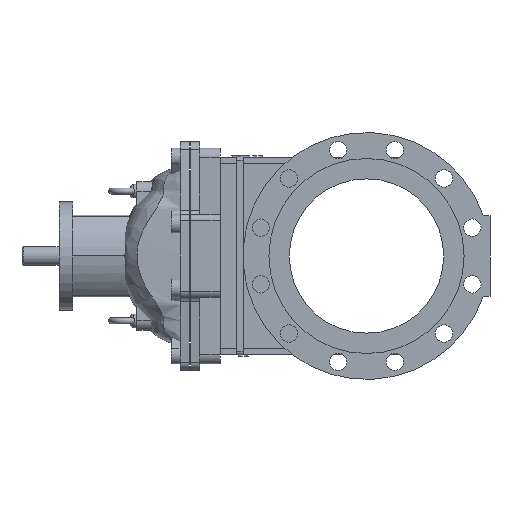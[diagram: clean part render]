
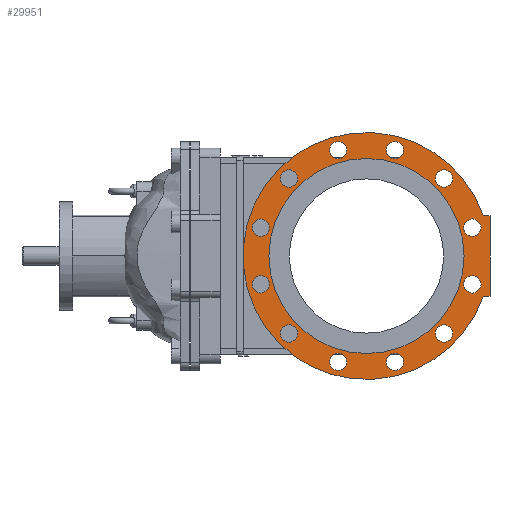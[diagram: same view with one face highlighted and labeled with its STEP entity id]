
A CAD part, left-side view. The second image highlights one B-rep face of the part: STEP entity #29951.
In plain terms, the highlighted planar face has unit normal (-1, 0, 0).
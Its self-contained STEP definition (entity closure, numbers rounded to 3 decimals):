
#29951=ADVANCED_FACE('',(#63929,#63931,#63933,#63935,#63937,#63939,#63941,#63943,
#63945,#63947,#63949,#63951,#63953,#63955),#63957,.F.);
#63929=FACE_BOUND('',#63930,.T.);
#63930=EDGE_LOOP('',(#84595,#84596,#84597,#84598));
#63931=FACE_BOUND('',#63932,.T.);
#63932=EDGE_LOOP('',(#84599));
#63933=FACE_BOUND('',#63934,.T.);
#63934=EDGE_LOOP('',(#84600));
#63935=FACE_BOUND('',#63936,.T.);
#63936=EDGE_LOOP('',(#84601));
#63937=FACE_BOUND('',#63938,.T.);
#63938=EDGE_LOOP('',(#84602));
#63939=FACE_BOUND('',#63940,.T.);
#63940=EDGE_LOOP('',(#84603));
#63941=FACE_BOUND('',#63942,.T.);
#63942=EDGE_LOOP('',(#84604));
#63943=FACE_BOUND('',#63944,.T.);
#63944=EDGE_LOOP('',(#84605));
#63945=FACE_BOUND('',#63946,.T.);
#63946=EDGE_LOOP('',(#84606));
#63947=FACE_BOUND('',#63948,.T.);
#63948=EDGE_LOOP('',(#84607));
#63949=FACE_BOUND('',#63950,.T.);
#63950=EDGE_LOOP('',(#84608));
#63951=FACE_BOUND('',#63952,.T.);
#63952=EDGE_LOOP('',(#84609));
#63953=FACE_BOUND('',#63954,.T.);
#63954=EDGE_LOOP('',(#84610));
#63955=FACE_BOUND('',#63956,.T.);
#63956=EDGE_LOOP('',(#84611));
#63957=PLANE('',#63958);
#63958=AXIS2_PLACEMENT_3D('',#63959,#63960,#63961);
#63959=CARTESIAN_POINT('',(24253.497,1898.631,38.035));
#63960=DIRECTION('',(1.,0.,0.));
#63961=DIRECTION('',(0.,-0.5,-0.866));
#84595=ORIENTED_EDGE('',*,*,#88922,.T.);
#84596=ORIENTED_EDGE('',*,*,#88919,.T.);
#84597=ORIENTED_EDGE('',*,*,#88916,.T.);
#84598=ORIENTED_EDGE('',*,*,#88913,.T.);
#84599=ORIENTED_EDGE('',*,*,#85484,.T.);
#84600=ORIENTED_EDGE('',*,*,#85486,.T.);
#84601=ORIENTED_EDGE('',*,*,#85488,.T.);
#84602=ORIENTED_EDGE('',*,*,#85490,.T.);
#84603=ORIENTED_EDGE('',*,*,#85492,.T.);
#84604=ORIENTED_EDGE('',*,*,#85494,.T.);
#84605=ORIENTED_EDGE('',*,*,#85496,.T.);
#84606=ORIENTED_EDGE('',*,*,#85498,.T.);
#84607=ORIENTED_EDGE('',*,*,#85500,.T.);
#84608=ORIENTED_EDGE('',*,*,#85502,.T.);
#84609=ORIENTED_EDGE('',*,*,#85504,.T.);
#84610=ORIENTED_EDGE('',*,*,#85482,.T.);
#84611=ORIENTED_EDGE('',*,*,#88923,.T.);
#85482=EDGE_CURVE('',#95687,#95687,#95688,.T.);
#85484=EDGE_CURVE('',#95691,#95691,#95692,.T.);
#85486=EDGE_CURVE('',#95695,#95695,#95696,.T.);
#85488=EDGE_CURVE('',#95699,#95699,#95700,.T.);
#85490=EDGE_CURVE('',#95703,#95703,#95704,.T.);
#85492=EDGE_CURVE('',#95707,#95707,#95708,.T.);
#85494=EDGE_CURVE('',#95711,#95711,#95712,.T.);
#85496=EDGE_CURVE('',#95715,#95715,#95716,.T.);
#85498=EDGE_CURVE('',#95719,#95719,#95720,.T.);
#85500=EDGE_CURVE('',#95723,#95723,#95724,.T.);
#85502=EDGE_CURVE('',#95727,#95727,#95728,.T.);
#85504=EDGE_CURVE('',#95731,#95731,#95732,.T.);
#88913=EDGE_CURVE('',#102455,#102453,#102456,.T.);
#88916=EDGE_CURVE('',#102460,#102455,#102461,.T.);
#88919=EDGE_CURVE('',#102465,#102460,#102466,.T.);
#88922=EDGE_CURVE('',#102453,#102465,#102469,.T.);
#88923=EDGE_CURVE('',#102470,#102470,#102471,.T.);
#95687=VERTEX_POINT('',#114358);
#95688=CIRCLE('',#114359,14.);
#95691=VERTEX_POINT('',#114368);
#95692=CIRCLE('',#114369,14.);
#95695=VERTEX_POINT('',#114378);
#95696=CIRCLE('',#114379,14.);
#95699=VERTEX_POINT('',#114388);
#95700=CIRCLE('',#114389,14.);
#95703=VERTEX_POINT('',#114398);
#95704=CIRCLE('',#114399,14.);
#95707=VERTEX_POINT('',#114408);
#95708=CIRCLE('',#114409,14.);
#95711=VERTEX_POINT('',#114418);
#95712=CIRCLE('',#114419,14.);
#95715=VERTEX_POINT('',#114428);
#95716=CIRCLE('',#114429,14.);
#95719=VERTEX_POINT('',#114438);
#95720=CIRCLE('',#114439,14.);
#95723=VERTEX_POINT('',#114448);
#95724=CIRCLE('',#114449,14.);
#95727=VERTEX_POINT('',#114458);
#95728=CIRCLE('',#114459,14.);
#95731=VERTEX_POINT('',#114468);
#95732=CIRCLE('',#114469,14.);
#102453=VERTEX_POINT('',#128083);
#102455=VERTEX_POINT('',#128087);
#102456=LINE('',#128088,#128089);
#102460=VERTEX_POINT('',#128099);
#102461=CIRCLE('',#128100,200.);
#102465=VERTEX_POINT('',#128111);
#102466=LINE('',#128112,#128113);
#102469=LINE('',#128121,#128122);
#102470=VERTEX_POINT('',#128124);
#102471=CIRCLE('',#128125,158.);
#114358=CARTESIAN_POINT('',(24253.497,2098.642,164.452));
#114359=AXIS2_PLACEMENT_3D('',#114360,#114361,#114362);
#114360=CARTESIAN_POINT('',(24253.497,2112.642,164.452));
#114361=DIRECTION('',(1.,0.,0.));
#114362=DIRECTION('',(0.,-1.,0.));
#114368=CARTESIAN_POINT('',(24253.497,1927.191,118.511));
#114369=AXIS2_PLACEMENT_3D('',#114370,#114371,#114372);
#114370=CARTESIAN_POINT('',(24253.497,1941.191,118.511));
#114371=DIRECTION('',(1.,0.,0.));
#114372=DIRECTION('',(0.,-1.,0.));
#114378=CARTESIAN_POINT('',(24253.497,1881.25,-52.94));
#114379=AXIS2_PLACEMENT_3D('',#114380,#114381,#114382);
#114380=CARTESIAN_POINT('',(24253.497,1895.25,-52.94));
#114381=DIRECTION('',(1.,0.,0.));
#114382=DIRECTION('',(0.,-1.,0.));
#114388=CARTESIAN_POINT('',(24253.497,2006.762,-178.452));
#114389=AXIS2_PLACEMENT_3D('',#114390,#114391,#114392);
#114390=CARTESIAN_POINT('',(24253.497,2020.762,-178.452));
#114391=DIRECTION('',(1.,0.,0.));
#114392=DIRECTION('',(0.,-1.,0.));
#114398=CARTESIAN_POINT('',(24253.497,2178.213,-132.511));
#114399=AXIS2_PLACEMENT_3D('',#114400,#114401,#114402);
#114400=CARTESIAN_POINT('',(24253.497,2192.213,-132.511));
#114401=DIRECTION('',(1.,0.,0.));
#114402=DIRECTION('',(0.,-1.,0.));
#114408=CARTESIAN_POINT('',(24253.497,2224.154,38.94));
#114409=AXIS2_PLACEMENT_3D('',#114410,#114411,#114412);
#114410=CARTESIAN_POINT('',(24253.497,2238.154,38.94));
#114411=DIRECTION('',(1.,0.,0.));
#114412=DIRECTION('',(0.,-1.,0.));
#114418=CARTESIAN_POINT('',(24253.497,2224.154,-52.94));
#114419=AXIS2_PLACEMENT_3D('',#114420,#114421,#114422);
#114420=CARTESIAN_POINT('',(24253.497,2238.154,-52.94));
#114421=DIRECTION('',(1.,0.,0.));
#114422=DIRECTION('',(0.,-1.,0.));
#114428=CARTESIAN_POINT('',(24253.497,2098.642,-178.452));
#114429=AXIS2_PLACEMENT_3D('',#114430,#114431,#114432);
#114430=CARTESIAN_POINT('',(24253.497,2112.642,-178.452));
#114431=DIRECTION('',(1.,0.,0.));
#114432=DIRECTION('',(0.,-1.,0.));
#114438=CARTESIAN_POINT('',(24253.497,1927.191,-132.511));
#114439=AXIS2_PLACEMENT_3D('',#114440,#114441,#114442);
#114440=CARTESIAN_POINT('',(24253.497,1941.191,-132.511));
#114441=DIRECTION('',(1.,0.,0.));
#114442=DIRECTION('',(0.,-1.,0.));
#114448=CARTESIAN_POINT('',(24253.497,1881.25,38.94));
#114449=AXIS2_PLACEMENT_3D('',#114450,#114451,#114452);
#114450=CARTESIAN_POINT('',(24253.497,1895.25,38.94));
#114451=DIRECTION('',(1.,0.,0.));
#114452=DIRECTION('',(0.,-1.,0.));
#114458=CARTESIAN_POINT('',(24253.497,2006.762,164.452));
#114459=AXIS2_PLACEMENT_3D('',#114460,#114461,#114462);
#114460=CARTESIAN_POINT('',(24253.497,2020.762,164.452));
#114461=DIRECTION('',(1.,0.,0.));
#114462=DIRECTION('',(0.,-1.,0.));
#114468=CARTESIAN_POINT('',(24253.497,2178.213,118.511));
#114469=AXIS2_PLACEMENT_3D('',#114470,#114471,#114472);
#114470=CARTESIAN_POINT('',(24253.497,2192.213,118.511));
#114471=DIRECTION('',(1.,0.,0.));
#114472=DIRECTION('',(0.,-1.,0.));
#128083=CARTESIAN_POINT('',(24253.497,1866.702,-72.));
#128087=CARTESIAN_POINT('',(24253.497,1877.559,-72.));
#128088=CARTESIAN_POINT('',(24253.497,1877.559,-72.));
#128089=VECTOR('',#128090,1.);
#128090=DIRECTION('',(0.,-1.,0.));
#128099=CARTESIAN_POINT('',(24253.497,1877.559,58.));
#128100=AXIS2_PLACEMENT_3D('',#128101,#128102,#128103);
#128101=CARTESIAN_POINT('',(24253.497,2066.702,-7.));
#128102=DIRECTION('',(-1.,0.,0.));
#128103=DIRECTION('',(0.,-0.946,0.325));
#128111=CARTESIAN_POINT('',(24253.497,1866.702,58.));
#128112=CARTESIAN_POINT('',(24253.497,1866.702,58.));
#128113=VECTOR('',#128114,1.);
#128114=DIRECTION('',(0.,1.,0.));
#128121=CARTESIAN_POINT('',(24253.497,1866.702,-72.));
#128122=VECTOR('',#128123,1.);
#128123=DIRECTION('',(0.,0.,1.));
#128124=CARTESIAN_POINT('',(24253.497,2066.702,151.));
#128125=AXIS2_PLACEMENT_3D('',#128126,#128127,#128128);
#128126=CARTESIAN_POINT('',(24253.497,2066.702,-7.));
#128127=DIRECTION('',(1.,0.,0.));
#128128=DIRECTION('',(0.,0.,-1.));
